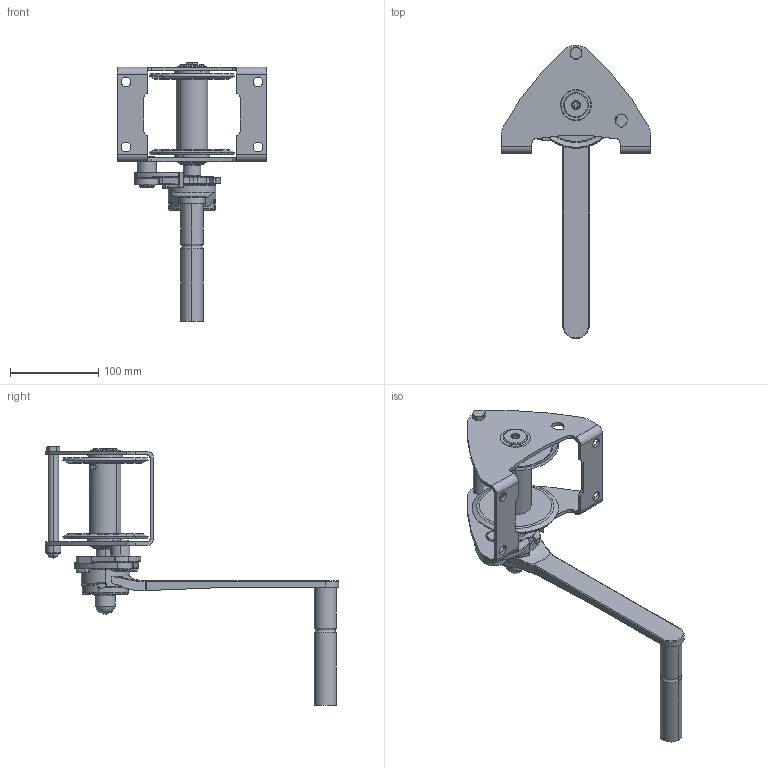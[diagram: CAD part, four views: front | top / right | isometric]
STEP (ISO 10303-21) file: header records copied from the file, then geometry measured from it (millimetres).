
FILE_DESCRIPTION(('Creo Elements/Direct Modeling STEP Export'),'2;1');
FILE_NAME('232006.stp','2017-03-22T15:12:26',(''),(''),'Creo Elements/Direct Modeling STEP processor for AP214 (Solid Model)','Creo Elements/Direct Modeling 18.1A 09-Jun-2012 (C) Parametric Technology GmbH','');
FILE_SCHEMA(('AUTOMOTIVE_DESIGN { 1 0 10303 214 1 1 1 1 }'));
Length unit declared in the file: millimetre
Products named in the file (4): Seiltrommel; Gehäuse; Kurbel; Konsolenseilwinde_KWV300_232006A
Assembly tree (3 placements, depth 2):
  Konsolenseilwinde_KWV300_232006A
    Kurbel
    Gehäuse
    Seiltrommel
Bounding box: 170 x 332.94 x 293.86 mm (x, y, z)
Volume: 534647.4 mm3; surface area: 174617 mm2
Topology: 3 solids, 3 shells, 706 faces, 4695 edges, 4146 vertices
Faces by surface type: plane 288, cylinder 216, bspline 97, cone 54, torus 39, extrusion 6, sphere 6
Entity records: 70224 total; most frequent: CARTESIAN_POINT 33424, ORIENTED_EDGE 9360, DIRECTION 5463, EDGE_CURVE 4680, VERTEX_POINT 4146, VECTOR 3759, LINE 3753, EDGE_LOOP 896
